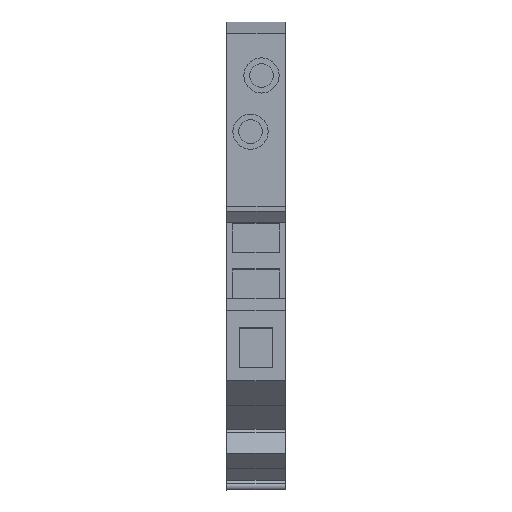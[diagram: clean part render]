
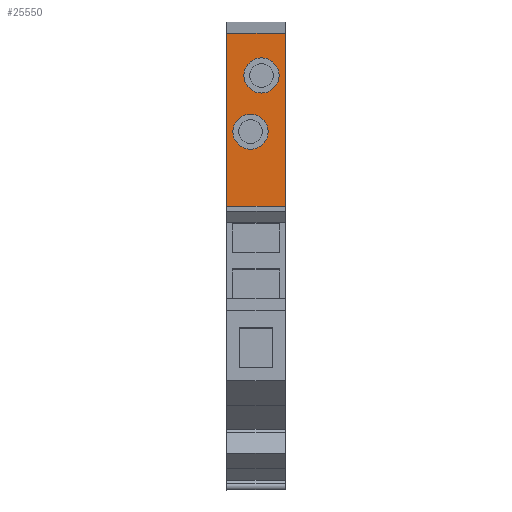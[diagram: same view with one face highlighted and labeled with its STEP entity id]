
A CAD part, top view. The second image highlights one B-rep face of the part: STEP entity #25550.
In plain terms, the highlighted face is planar.
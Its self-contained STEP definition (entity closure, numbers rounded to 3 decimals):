
#9580=CARTESIAN_POINT('',(36.217,20.272,
16.45));
#9590=VERTEX_POINT('',#9580);
#9740=CARTESIAN_POINT('',(36.217,20.272,
10.3));
#9750=VERTEX_POINT('',#9740);
#9780=CARTESIAN_POINT('',(36.217,20.272,
10.3));
#9790=DIRECTION('',(0.,0.,1.));
#9800=VECTOR('',#9790,1.);
#9810=LINE('',#9780,#9800);
#9820=EDGE_CURVE('',#9750,#9590,#9810,.T.);
#14150=CARTESIAN_POINT('',(54.392,20.272,
16.45));
#14160=VERTEX_POINT('',#14150);
#14190=CARTESIAN_POINT('',(54.392,20.272,
10.3));
#14200=DIRECTION('',(0.,0.,-1.));
#14210=VECTOR('',#14200,1.);
#14220=LINE('',#14190,#14210);
#14230=CARTESIAN_POINT('',(54.392,20.272,
10.3));
#14240=VERTEX_POINT('',#14230);
#14250=EDGE_CURVE('',#14160,#14240,#14220,.T.);
#20090=CARTESIAN_POINT('',(27.805,20.272,
16.45));
#20100=DIRECTION('',(1.,0.,0.));
#20110=VECTOR('',#20100,1.);
#20120=LINE('',#20090,#20110);
#20130=EDGE_CURVE('',#9590,#14160,#20120,.T.);
#22690=CARTESIAN_POINT('',(27.805,20.272,
10.3));
#22700=DIRECTION('',(-1.,0.,0.));
#22710=VECTOR('',#22700,1.);
#22720=LINE('',#22690,#22710);
#22730=EDGE_CURVE('',#14240,#9750,#22720,.T.);
#25140=CARTESIAN_POINT('',(62.783,20.272,
12.365));
#25150=DIRECTION('',(0.,1.,-0.));
#25160=DIRECTION('',(-1.,0.,0.));
#25170=AXIS2_PLACEMENT_3D('',#25140,#25150,#25160);
#25180=PLANE('',#25170);
#25190=ORIENTED_EDGE('',*,*,#14250,.T.);
#25200=ORIENTED_EDGE('',*,*,#20130,.T.);
#25210=ORIENTED_EDGE('',*,*,#9820,.T.);
#25220=ORIENTED_EDGE('',*,*,#22730,.T.);
#25230=EDGE_LOOP('',(#25220,#25210,#25200,#25190));
#25240=FACE_OUTER_BOUND('',#25230,.T.);
#25250=CARTESIAN_POINT('',(44.067,20.272,
12.8));
#25260=DIRECTION('',(0.,1.,0.));
#25270=DIRECTION('',(0.,0.,-1.));
#25280=AXIS2_PLACEMENT_3D('',#25250,#25260,#25270);
#25290=CIRCLE('',#25280,1.85);
#25300=CARTESIAN_POINT('',(44.067,20.272,
10.95));
#25310=VERTEX_POINT('',#25300);
#25320=CARTESIAN_POINT('',(44.067,20.272,
14.65));
#25330=VERTEX_POINT('',#25320);
#25340=EDGE_CURVE('',#25310,#25330,#25290,.T.);
#25350=ORIENTED_EDGE('',*,*,#25340,.F.);
#25360=EDGE_CURVE('',#25330,#25310,#25290,.T.);
#25370=ORIENTED_EDGE('',*,*,#25360,.F.);
#25380=EDGE_LOOP('',(#25370,#25350));
#25390=FACE_BOUND('',#25380,.T.);
#25400=CARTESIAN_POINT('',(49.967,20.272,
13.95));
#25410=DIRECTION('',(0.,1.,0.));
#25420=DIRECTION('',(0.,0.,-1.));
#25430=AXIS2_PLACEMENT_3D('',#25400,#25410,#25420);
#25440=CIRCLE('',#25430,1.85);
#25450=CARTESIAN_POINT('',(49.967,20.272,
12.1));
#25460=VERTEX_POINT('',#25450);
#25470=CARTESIAN_POINT('',(49.967,20.272,
15.8));
#25480=VERTEX_POINT('',#25470);
#25490=EDGE_CURVE('',#25460,#25480,#25440,.T.);
#25500=ORIENTED_EDGE('',*,*,#25490,.F.);
#25510=EDGE_CURVE('',#25480,#25460,#25440,.T.);
#25520=ORIENTED_EDGE('',*,*,#25510,.F.);
#25530=EDGE_LOOP('',(#25520,#25500));
#25540=FACE_BOUND('',#25530,.T.);
#25550=ADVANCED_FACE('',(#25240,#25390,#25540),#25180,.T.);
